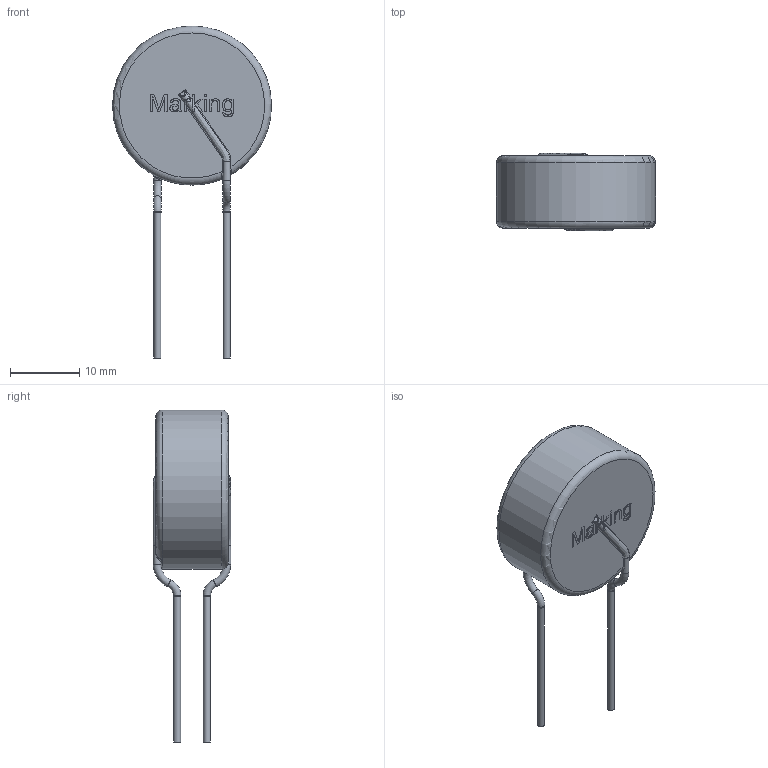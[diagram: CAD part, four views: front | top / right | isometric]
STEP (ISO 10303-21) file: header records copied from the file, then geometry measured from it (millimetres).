
FILE_DESCRIPTION(/* description */ ('Unknown','CAx-IF Rec.Pracs.---Representation and Presentation of Product Manufacturing Information (PMI)---4.0---2014-10-13','CAx-IF Rec.Pracs.---3D Tessellated Geometry---0.4---2014-09-14','2;1'),/* implementation_level */ '2;1');
FILE_NAME(/* name */ 'RV_Wurth_WE-VD-20mm_820426811',/* time_stamp */ '2025-03-06T11:35:06+08:00',/* author */ ('Unknown'),/* organization */ ('Unknown'),/* preprocessor_version */ 'ST-DEVELOPER v16.7',/* originating_system */ 'Solid Edge',/* authorisation */ 'Unknown');
FILE_SCHEMA (('AP242_MANAGED_MODEL_BASED_3D_ENGINEERING_MIM_LF { 1 0 10303 442 1 1 4 }'));
Length unit declared in the file: metre
Products named in the file (2): RV_Wurth_WE-VD-20mm_820426811
Assembly tree (1 placements, depth 2):
  RV_Wurth_WE-VD-20mm_820426811
    RV_Wurth_WE-VD-20mm_820426811
Bounding box: 23 x 11.2 x 48 mm (x, y, z)
Volume: 4384.7 mm3; surface area: 1712.2 mm2
Topology: 1 solids, 1 shells, 162 faces, 448 edges, 292 vertices
Faces by surface type: plane 78, bspline 57, cylinder 18, torus 8, sphere 1
Full cylindrical faces by diameter (mm): 1 x2, 1.1 x2, 23 x1
Entity records: 8633 total; most frequent: CARTESIAN_POINT 3960, ORIENTED_EDGE 832, DIRECTION 504, EDGE_CURVE 416, VERTEX_POINT 280, LINE 226, VECTOR 226, EDGE_LOOP 186
